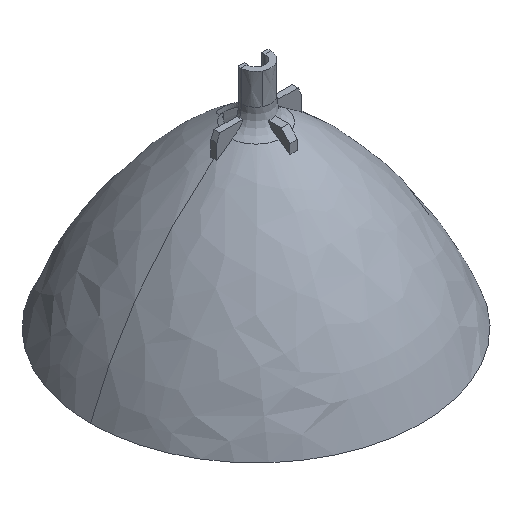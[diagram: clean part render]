
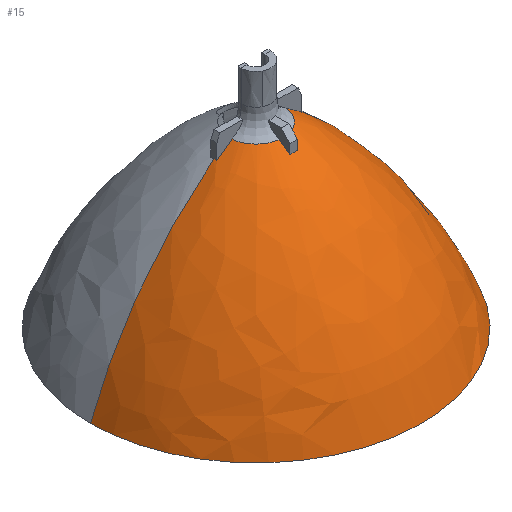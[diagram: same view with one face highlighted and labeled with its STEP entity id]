
A CAD part, isometric view. The second image highlights one B-rep face of the part: STEP entity #15.
In plain terms, the highlighted free-form (B-spline) face has degree [2, 2] with [5, 3] control points.
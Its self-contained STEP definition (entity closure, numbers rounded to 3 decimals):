
#15=ADVANCED_FACE('',(#77),#1031,.T.);
#77=FACE_OUTER_BOUND('',#139,.T.);
#139=EDGE_LOOP('',(#201,#202,#203,#204,#205,#206,#207,#208,#209,#210,#211,
#212));
#201=ORIENTED_EDGE('',*,*,#710,.T.);
#202=ORIENTED_EDGE('',*,*,#711,.T.);
#203=ORIENTED_EDGE('',*,*,#709,.T.);
#204=ORIENTED_EDGE('',*,*,#715,.T.);
#205=ORIENTED_EDGE('',*,*,#581,.T.);
#206=ORIENTED_EDGE('',*,*,#594,.T.);
#207=ORIENTED_EDGE('',*,*,#545,.T.);
#208=ORIENTED_EDGE('',*,*,#546,.T.);
#209=ORIENTED_EDGE('',*,*,#547,.T.);
#210=ORIENTED_EDGE('',*,*,#586,.T.);
#211=ORIENTED_EDGE('',*,*,#598,.T.);
#212=ORIENTED_EDGE('',*,*,#548,.T.);
#545=EDGE_CURVE('',#889,#890,#824,.T.);
#546=EDGE_CURVE('',#890,#891,#825,.T.);
#547=EDGE_CURVE('',#891,#892,#826,.T.);
#548=EDGE_CURVE('',#894,#995,#827,.T.);
#581=EDGE_CURVE('',#895,#896,#727,.T.);
#586=EDGE_CURVE('',#892,#893,#732,.T.);
#594=EDGE_CURVE('',#896,#889,#740,.T.);
#598=EDGE_CURVE('',#893,#894,#744,.T.);
#709=EDGE_CURVE('',#993,#994,#818,.T.);
#710=EDGE_CURVE('',#995,#996,#819,.T.);
#711=EDGE_CURVE('',#996,#993,#820,.T.);
#715=EDGE_CURVE('',#994,#895,#888,.T.);
#727=B_SPLINE_CURVE_WITH_KNOTS('',3,(#1870,#1871,#1872,#1873,#1874,#1875),
 .UNSPECIFIED.,.F.,.F.,(4,2,4),(-5.322,-4.752,0.),
 .UNSPECIFIED.);
#732=B_SPLINE_CURVE_WITH_KNOTS('',3,(#1890,#1891,#1892,#1893),
 .UNSPECIFIED.,.F.,.F.,(4,4),(-0.83,0.),.UNSPECIFIED.);
#740=B_SPLINE_CURVE_WITH_KNOTS('',3,(#1922,#1923,#1924,#1925),
 .UNSPECIFIED.,.F.,.F.,(4,4),(-0.83,0.),.UNSPECIFIED.);
#744=B_SPLINE_CURVE_WITH_KNOTS('',3,(#1938,#1939,#1940,#1941,#1942,#1943),
 .UNSPECIFIED.,.F.,.F.,(4,2,4),(-5.322,-0.569,0.),
 .UNSPECIFIED.);
#818=B_SPLINE_CURVE_WITH_KNOTS('',3,(#2546,#2547,#2548,#2549),
 .UNSPECIFIED.,.F.,.F.,(4,4),(0.,3.76),.UNSPECIFIED.);
#819=B_SPLINE_CURVE_WITH_KNOTS('',3,(#2550,#2551,#2552,#2553),
 .UNSPECIFIED.,.F.,.F.,(4,4),(5.896,9.655),
 .UNSPECIFIED.);
#820=B_SPLINE_CURVE_WITH_KNOTS('',3,(#2554,#2555,#2556,#2557,#2558,#2559,
#2560),.UNSPECIFIED.,.F.,.F.,(4,3,4),(0.,1.08,2.162),
 .UNSPECIFIED.);
#824=(
BOUNDED_CURVE()
B_SPLINE_CURVE(2,(#1748,#1749,#1750),.UNSPECIFIED.,.F.,.F.)
B_SPLINE_CURVE_WITH_KNOTS((3,3),(0.,61.476),.UNSPECIFIED.)
CURVE()
GEOMETRIC_REPRESENTATION_ITEM()
RATIONAL_B_SPLINE_CURVE((1.,0.9,1.))
REPRESENTATION_ITEM('')
);
#825=(
BOUNDED_CURVE()
B_SPLINE_CURVE(2,(#1751,#1752,#1753,#1754,#1755),.UNSPECIFIED.,.F.,.F.)
B_SPLINE_CURVE_WITH_KNOTS((3,2,3),(0.,94.,188.),
 .UNSPECIFIED.)
CURVE()
GEOMETRIC_REPRESENTATION_ITEM()
RATIONAL_B_SPLINE_CURVE((1.,0.707,1.,0.707,1.))
REPRESENTATION_ITEM('')
);
#826=(
BOUNDED_CURVE()
B_SPLINE_CURVE(2,(#1756,#1757,#1758),.UNSPECIFIED.,.F.,.F.)
B_SPLINE_CURVE_WITH_KNOTS((3,3),(0.,61.476),.UNSPECIFIED.)
CURVE()
GEOMETRIC_REPRESENTATION_ITEM()
RATIONAL_B_SPLINE_CURVE((1.,0.9,1.))
REPRESENTATION_ITEM('')
);
#827=(
BOUNDED_CURVE()
B_SPLINE_CURVE(2,(#1759,#1760,#1761),.UNSPECIFIED.,.F.,.F.)
B_SPLINE_CURVE_WITH_KNOTS((3,3),(0.,12.394),.UNSPECIFIED.)
CURVE()
GEOMETRIC_REPRESENTATION_ITEM()
RATIONAL_B_SPLINE_CURVE((1.,0.789,1.))
REPRESENTATION_ITEM('')
);
#888=(
BOUNDED_CURVE()
B_SPLINE_CURVE(2,(#2576,#2577,#2578),.UNSPECIFIED.,.F.,.F.)
B_SPLINE_CURVE_WITH_KNOTS((3,3),(15.234,27.625),
 .UNSPECIFIED.)
CURVE()
GEOMETRIC_REPRESENTATION_ITEM()
RATIONAL_B_SPLINE_CURVE((1.,0.789,1.))
REPRESENTATION_ITEM('')
);
#889=VERTEX_POINT('',#1638);
#890=VERTEX_POINT('',#1639);
#891=VERTEX_POINT('',#1640);
#892=VERTEX_POINT('',#1641);
#893=VERTEX_POINT('',#1642);
#894=VERTEX_POINT('',#1643);
#895=VERTEX_POINT('',#1644);
#896=VERTEX_POINT('',#1645);
#993=VERTEX_POINT('',#1742);
#994=VERTEX_POINT('',#1743);
#995=VERTEX_POINT('',#1744);
#996=VERTEX_POINT('',#1745);
#1031=(
BOUNDED_SURFACE()
B_SPLINE_SURFACE(2,2,((#1142,#1143,#1144),(#1145,#1146,#1147),(#1148,#1149,
#1150),(#1151,#1152,#1153),(#1154,#1155,#1156)),.UNSPECIFIED.,.F.,.F.,.F.)
B_SPLINE_SURFACE_WITH_KNOTS((3,2,3),(3,3),(-8.398,69.986,
148.37),(236.478,294.452),.UNSPECIFIED.)
GEOMETRIC_REPRESENTATION_ITEM()
RATIONAL_B_SPLINE_SURFACE(((1.054,0.838,0.973),
(0.656,0.522,0.606),(0.977,
0.776,0.902),(0.656,0.522,
0.606),(1.054,0.838,0.973)))
REPRESENTATION_ITEM('')
SURFACE()
);
#1142=CARTESIAN_POINT('',(2.525,0.417,78.278));
#1143=CARTESIAN_POINT('',(37.417,6.176,57.607));
#1144=CARTESIAN_POINT('',(48.367,7.983,18.134));
#1145=CARTESIAN_POINT('',(3.016,-2.559,78.278));
#1146=CARTESIAN_POINT('',(44.696,-37.924,57.607));
#1147=CARTESIAN_POINT('',(57.776,-49.022,18.134));
#1148=CARTESIAN_POINT('',(0.,-2.559,78.278));
#1149=CARTESIAN_POINT('',(0.,-37.924,57.607));
#1150=CARTESIAN_POINT('',(0.,-49.022,18.134));
#1151=CARTESIAN_POINT('',(-3.016,-2.559,78.278));
#1152=CARTESIAN_POINT('',(-44.696,-37.924,57.607));
#1153=CARTESIAN_POINT('',(-57.776,-49.022,18.134));
#1154=CARTESIAN_POINT('',(-2.525,0.417,78.278));
#1155=CARTESIAN_POINT('',(-37.417,6.176,57.607));
#1156=CARTESIAN_POINT('',(-48.367,7.983,18.134));
#1638=CARTESIAN_POINT('',(-11.957,0.,71.917));
#1639=CARTESIAN_POINT('',(-47.,0.,24.378));
#1640=CARTESIAN_POINT('',(47.,0.,24.378));
#1641=CARTESIAN_POINT('',(11.957,0.,71.917));
#1642=CARTESIAN_POINT('',(11.957,-0.83,71.895));
#1643=CARTESIAN_POINT('',(7.651,-0.83,75.019));
#1644=CARTESIAN_POINT('',(-7.651,-0.83,75.019));
#1645=CARTESIAN_POINT('',(-11.957,-0.83,71.895));
#1742=CARTESIAN_POINT('',(-1.081,-10.68,72.845));
#1743=CARTESIAN_POINT('',(-1.081,-7.62,75.019));
#1744=CARTESIAN_POINT('',(1.079,-7.62,75.019));
#1745=CARTESIAN_POINT('',(1.079,-10.68,72.845));
#1748=CARTESIAN_POINT('',(-11.957,0.,71.917));
#1749=CARTESIAN_POINT('',(-36.55,0.,52.939));
#1750=CARTESIAN_POINT('',(-47.,0.,24.378));
#1751=CARTESIAN_POINT('',(-47.,0.,24.378));
#1752=CARTESIAN_POINT('',(-47.,-47.,24.378));
#1753=CARTESIAN_POINT('',(0.,-47.,24.378));
#1754=CARTESIAN_POINT('',(47.,-47.,24.378));
#1755=CARTESIAN_POINT('',(47.,0.,24.378));
#1756=CARTESIAN_POINT('',(47.,0.,24.378));
#1757=CARTESIAN_POINT('',(36.55,0.,52.939));
#1758=CARTESIAN_POINT('',(11.957,0.,71.917));
#1759=CARTESIAN_POINT('',(7.651,-0.83,75.019));
#1760=CARTESIAN_POINT('',(7.006,-6.781,75.019));
#1761=CARTESIAN_POINT('',(1.079,-7.62,75.019));
#1870=CARTESIAN_POINT('',(-7.651,-0.83,75.019));
#1871=CARTESIAN_POINT('',(-7.808,-0.83,74.912));
#1872=CARTESIAN_POINT('',(-7.964,-0.83,74.805));
#1873=CARTESIAN_POINT('',(-9.422,-0.83,73.798));
#1874=CARTESIAN_POINT('',(-10.704,-0.83,72.86));
#1875=CARTESIAN_POINT('',(-11.957,-0.83,71.895));
#1890=CARTESIAN_POINT('',(11.957,0.,71.917));
#1891=CARTESIAN_POINT('',(11.957,-0.277,71.917));
#1892=CARTESIAN_POINT('',(11.957,-0.553,71.91));
#1893=CARTESIAN_POINT('',(11.957,-0.83,71.895));
#1922=CARTESIAN_POINT('',(-11.957,-0.83,71.895));
#1923=CARTESIAN_POINT('',(-11.957,-0.553,71.91));
#1924=CARTESIAN_POINT('',(-11.957,-0.277,71.917));
#1925=CARTESIAN_POINT('',(-11.957,0.,71.917));
#1938=CARTESIAN_POINT('',(11.957,-0.83,71.895));
#1939=CARTESIAN_POINT('',(10.704,-0.83,72.86));
#1940=CARTESIAN_POINT('',(9.422,-0.83,73.798));
#1941=CARTESIAN_POINT('',(7.964,-0.83,74.805));
#1942=CARTESIAN_POINT('',(7.808,-0.83,74.912));
#1943=CARTESIAN_POINT('',(7.651,-0.83,75.019));
#2546=CARTESIAN_POINT('',(-1.081,-10.68,72.845));
#2547=CARTESIAN_POINT('',(-1.081,-9.679,73.588));
#2548=CARTESIAN_POINT('',(-1.081,-8.655,74.317));
#2549=CARTESIAN_POINT('',(-1.081,-7.62,75.019));
#2550=CARTESIAN_POINT('',(1.079,-7.62,75.019));
#2551=CARTESIAN_POINT('',(1.079,-8.655,74.317));
#2552=CARTESIAN_POINT('',(1.079,-9.679,73.588));
#2553=CARTESIAN_POINT('',(1.079,-10.68,72.845));
#2554=CARTESIAN_POINT('',(1.079,-10.68,72.845));
#2555=CARTESIAN_POINT('',(0.72,-10.68,72.872));
#2556=CARTESIAN_POINT('',(0.36,-10.68,72.885));
#2557=CARTESIAN_POINT('',(0.,-10.68,72.885));
#2558=CARTESIAN_POINT('',(-0.361,-10.68,72.885));
#2559=CARTESIAN_POINT('',(-0.721,-10.68,72.872));
#2560=CARTESIAN_POINT('',(-1.081,-10.68,72.845));
#2576=CARTESIAN_POINT('',(-1.081,-7.62,75.019));
#2577=CARTESIAN_POINT('',(-7.006,-6.779,75.019));
#2578=CARTESIAN_POINT('',(-7.651,-0.83,75.019));
